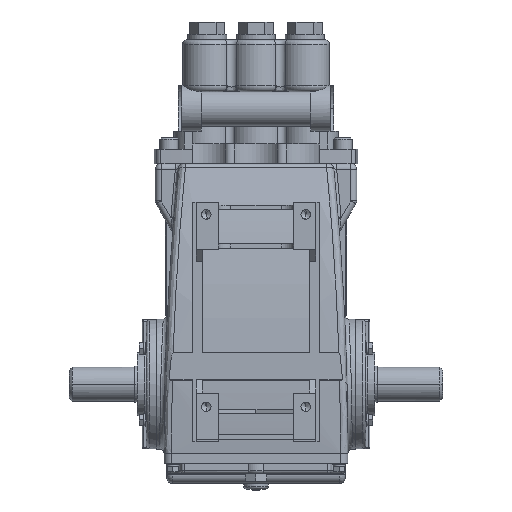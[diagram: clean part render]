
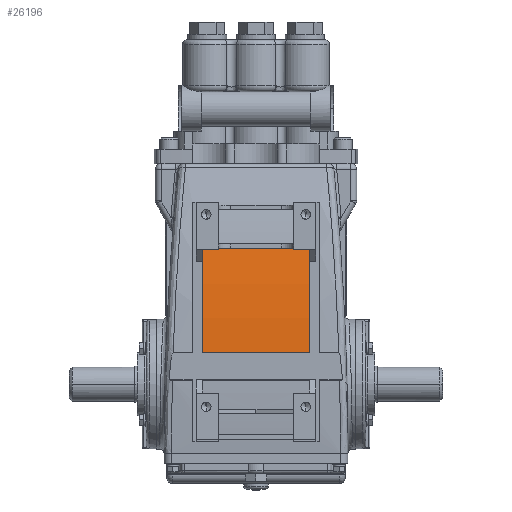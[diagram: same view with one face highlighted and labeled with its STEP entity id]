
A CAD part, front view. The second image highlights one B-rep face of the part: STEP entity #26196.
In plain terms, the highlighted cylindrical face has radius 634.291 mm (diameter 1268.58 mm), a partial arc.
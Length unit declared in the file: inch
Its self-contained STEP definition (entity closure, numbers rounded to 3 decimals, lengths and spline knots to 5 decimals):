
#6789 = DIRECTION ( 'NONE',  ( 0., 0., -1. ) ) ;
#6790 = DIRECTION ( 'NONE',  ( -1., 0., 0. ) ) ;
#6791 = CARTESIAN_POINT ( 'NONE',  ( -1.875, 22.0882, 0.07423 ) ) ;
#6792 = AXIS2_PLACEMENT_3D ( 'NONE', #6791, #6790, #6789 ) ;
#6793 = CIRCLE ( 'NONE', #6792, 24.97208 ) ;
#6803 = CARTESIAN_POINT ( 'NONE',  ( 1.875, -2.8633, 1.08774 ) ) ;
#6804 = DIRECTION ( 'NONE',  ( 0., 0., 1. ) ) ;
#6805 = DIRECTION ( 'NONE',  ( 1., 0., 0. ) ) ;
#6806 = CARTESIAN_POINT ( 'NONE',  ( 1.875, 22.0882, 0.07423 ) ) ;
#6807 = AXIS2_PLACEMENT_3D ( 'NONE', #6806, #6805, #6804 ) ;
#6808 = CIRCLE ( 'NONE', #6807, 24.97208 ) ;
#6809 = CARTESIAN_POINT ( 'NONE',  ( 1.875, -2.45546, 4.68 ) ) ;
#6827 = CARTESIAN_POINT ( 'NONE',  ( 1.314, 22.0882, 0.07423 ) ) ;
#6872 = CARTESIAN_POINT ( 'NONE',  ( -1.875, -2.45546, 4.68 ) ) ;
#6873 = CARTESIAN_POINT ( 'NONE',  ( -1.875, -2.8633, 1.08774 ) ) ;
#6975 = CARTESIAN_POINT ( 'NONE',  ( 1.314, -2.44603, 4.73 ) ) ;
#7018 = DIRECTION ( 'NONE',  ( 1., 0., 0. ) ) ;
#7019 = VECTOR ( 'NONE', #7018, 39.37008 ) ;
#7020 = CARTESIAN_POINT ( 'NONE',  ( 3.1935, -2.45546, 4.68 ) ) ;
#7021 = LINE ( 'NONE', #7020, #7019 ) ;
#7023 = CARTESIAN_POINT ( 'NONE',  ( -1.314, -2.45546, 4.68 ) ) ;
#7024 = DIRECTION ( 'NONE',  ( 0., 0., -1. ) ) ;
#7025 = DIRECTION ( 'NONE',  ( -1., 0., 0. ) ) ;
#7026 = CARTESIAN_POINT ( 'NONE',  ( -1.314, 22.0882, 0.07423 ) ) ;
#7027 = AXIS2_PLACEMENT_3D ( 'NONE', #7026, #7025, #7024 ) ;
#7028 = CIRCLE ( 'NONE', #7027, 24.97208 ) ;
#7029 = CARTESIAN_POINT ( 'NONE',  ( -1.314, -2.44603, 4.73 ) ) ;
#7030 = DIRECTION ( 'NONE',  ( 1., 0., 0. ) ) ;
#7031 = VECTOR ( 'NONE', #7030, 39.37008 ) ;
#7032 = CARTESIAN_POINT ( 'NONE',  ( 3.1935, -2.44603, 4.73 ) ) ;
#7033 = LINE ( 'NONE', #7032, #7031 ) ;
#7046 = FACE_OUTER_BOUND ( 'NONE', #26197, .T. ) ;
#7064 = AXIS2_PLACEMENT_3D ( 'NONE', #6827, #7119, #7118 ) ;
#7065 = CIRCLE ( 'NONE', #7064, 24.97208 ) ;
#7067 = CARTESIAN_POINT ( 'NONE',  ( 1.314, -2.45546, 4.68 ) ) ;
#7068 = DIRECTION ( 'NONE',  ( 1., 0., 0. ) ) ;
#7069 = VECTOR ( 'NONE', #7068, 39.37008 ) ;
#7070 = CARTESIAN_POINT ( 'NONE',  ( 3.1935, -2.45546, 4.68 ) ) ;
#7071 = LINE ( 'NONE', #7070, #7069 ) ;
#7072 = DIRECTION ( 'NONE',  ( 1., 0., 0. ) ) ;
#7073 = VECTOR ( 'NONE', #7072, 39.37008 ) ;
#7074 = CARTESIAN_POINT ( 'NONE',  ( 3.1935, -2.8633, 1.08774 ) ) ;
#7075 = DIRECTION ( 'NONE',  ( 0., 0., 1. ) ) ;
#7076 = DIRECTION ( 'NONE',  ( -1., 0., 0. ) ) ;
#7077 = AXIS2_PLACEMENT_3D ( 'NONE', #7080, #7076, #7075 ) ;
#7078 = CYLINDRICAL_SURFACE ( 'NONE', #7077, 24.97208 ) ;
#7079 = LINE ( 'NONE', #7074, #7073 ) ;
#7080 = CARTESIAN_POINT ( 'NONE',  ( 3.1935, 22.0882, 0.07423 ) ) ;
#7118 = DIRECTION ( 'NONE',  ( 0., 0., 1. ) ) ;
#7119 = DIRECTION ( 'NONE',  ( 1., 0., 0. ) ) ;
#26036 = EDGE_CURVE ( 'NONE', #26084, #26087, #6793, .T. ) ;
#26053 = VERTEX_POINT ( 'NONE', #6809 ) ;
#26056 = EDGE_CURVE ( 'NONE', #26053, #26059, #6808, .T. ) ;
#26059 = VERTEX_POINT ( 'NONE', #6803 ) ;
#26084 = VERTEX_POINT ( 'NONE', #6873 ) ;
#26087 = VERTEX_POINT ( 'NONE', #6872 ) ;
#26172 = VERTEX_POINT ( 'NONE', #6975 ) ;
#26174 = ORIENTED_EDGE ( 'NONE', *, *, #26176, .F. ) ;
#26176 = EDGE_CURVE ( 'NONE', #26179, #26172, #7033, .T. ) ;
#26179 = VERTEX_POINT ( 'NONE', #7029 ) ;
#26180 = ORIENTED_EDGE ( 'NONE', *, *, #26181, .F. ) ;
#26181 = EDGE_CURVE ( 'NONE', #26182, #26179, #7028, .T. ) ;
#26182 = VERTEX_POINT ( 'NONE', #7023 ) ;
#26184 = ORIENTED_EDGE ( 'NONE', *, *, #26185, .F. ) ;
#26185 = EDGE_CURVE ( 'NONE', #26087, #26182, #7021, .T. ) ;
#26196 = ADVANCED_FACE ( 'NONE', ( #7046 ), #7078, .T. ) ;
#26197 = EDGE_LOOP ( 'NONE', ( #26199, #26200, #26202, #26204, #26208, #26174, #26180, #26184 ) ) ;
#26199 = ORIENTED_EDGE ( 'NONE', *, *, #26036, .F. ) ;
#26200 = ORIENTED_EDGE ( 'NONE', *, *, #26201, .T. ) ;
#26201 = EDGE_CURVE ( 'NONE', #26084, #26059, #7079, .T. ) ;
#26202 = ORIENTED_EDGE ( 'NONE', *, *, #26056, .F. ) ;
#26204 = ORIENTED_EDGE ( 'NONE', *, *, #26205, .F. ) ;
#26205 = EDGE_CURVE ( 'NONE', #26207, #26053, #7071, .T. ) ;
#26207 = VERTEX_POINT ( 'NONE', #7067 ) ;
#26208 = ORIENTED_EDGE ( 'NONE', *, *, #26210, .F. ) ;
#26210 = EDGE_CURVE ( 'NONE', #26172, #26207, #7065, .T. ) ;
